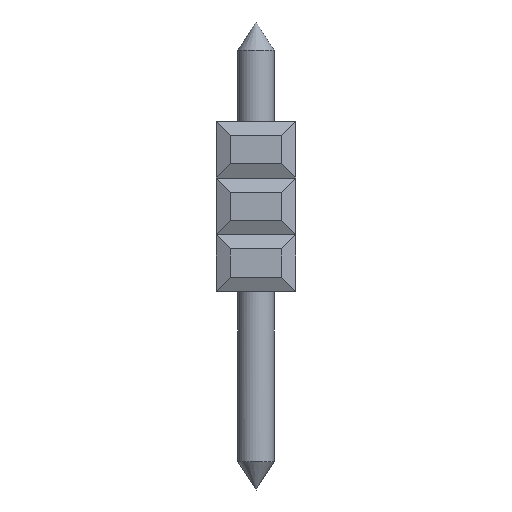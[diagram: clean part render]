
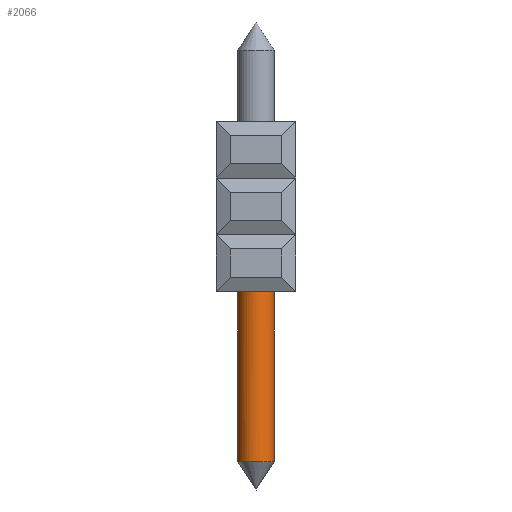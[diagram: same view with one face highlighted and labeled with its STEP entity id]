
A CAD part, left-side view. The second image highlights one B-rep face of the part: STEP entity #2066.
In plain terms, the highlighted cylindrical face has radius 0.65 mm (diameter 1.3 mm), a full revolution.
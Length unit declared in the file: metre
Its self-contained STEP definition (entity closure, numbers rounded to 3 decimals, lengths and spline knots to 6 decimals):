
#2066=ADVANCED_FACE('',(#4966,#4967),#4968,.T.);
#4966=FACE_OUTER_BOUND('',#8643,.T.);
#4967=FACE_OUTER_BOUND('',#8644,.T.);
#4968=CYLINDRICAL_SURFACE('',#8645,0.00065);
#8643=EDGE_LOOP('',(#15233));
#8644=EDGE_LOOP('',(#15234));
#8645=AXIS2_PLACEMENT_3D('',#15235,#15236,#15237);
#15233=ORIENTED_EDGE('',*,*,#22474,.F.);
#15234=ORIENTED_EDGE('',*,*,#22477,.F.);
#15235=CARTESIAN_POINT('',(0.00565,-0.03326,-0.0015));
#15236=DIRECTION('',(0.0,0.,-1.0));
#15237=DIRECTION('',(-1.0,0.0,0.0));
#22474=EDGE_CURVE('',#27404,#27404,#27405,.T.);
#22477=EDGE_CURVE('',#27407,#27407,#27408,.T.);
#27404=VERTEX_POINT('',#34170);
#27405=CIRCLE('',#34171,0.00065);
#27407=VERTEX_POINT('',#34173);
#27408=CIRCLE('',#34174,0.00065);
#34170=CARTESIAN_POINT('',(0.00604,-0.03274,-0.012));
#34171=AXIS2_PLACEMENT_3D('',#38624,#38625,#38626);
#34173=CARTESIAN_POINT('',(0.00565,-0.03391,-0.0058));
#34174=AXIS2_PLACEMENT_3D('',#38627,#38628,#38629);
#38624=CARTESIAN_POINT('',(0.00565,-0.03326,-0.012));
#38625=DIRECTION('',(0.,0.,-1.0));
#38626=DIRECTION('',(0.6,0.8,0.));
#38627=CARTESIAN_POINT('',(0.00565,-0.03326,-0.0058));
#38628=DIRECTION('',(0.0,0.,1.0));
#38629=DIRECTION('',(0.0,-1.0,0.));
